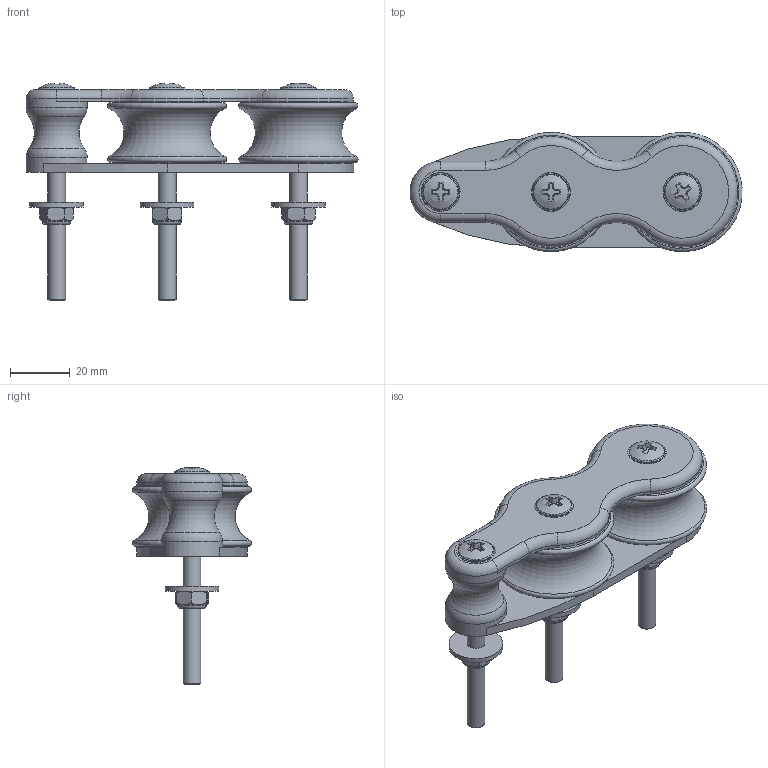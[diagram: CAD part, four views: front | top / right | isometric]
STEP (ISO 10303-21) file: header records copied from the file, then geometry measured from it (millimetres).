
FILE_DESCRIPTION(/* description */ (''),/* implementation_level */ '2;1');
FILE_NAME(/* name */ 'D420.stp',/* time_stamp */ '2016-03-22T13:59:17+01:00',/* author */ ('Nicola'),/* organization */ (''),/* preprocessor_version */ 'ST-DEVELOPER v16.1',/* originating_system */ 'Autodesk Inventor 2016',/* authorisation */ '');
FILE_SCHEMA (('AUTOMOTIVE_DESIGN { 1 0 10303 214 3 1 1 }'));
Length unit declared in the file: millimetre
Products named in the file (1): D420
Bounding box: 111.2 x 39.9 x 72.89 mm (x, y, z)
Volume: 68722.2 mm3; surface area: 28746.7 mm2
Topology: 1 solids, 1 shells, 167 faces, 402 edges, 259 vertices
Faces by surface type: plane 84, cylinder 33, torus 29, cone 18, sphere 3
Full cylindrical faces by diameter (mm): 6 x6, 9.5 x3, 10 x4, 12 x3, 18 x3, 20.5 x2
Entity records: 5000 total; most frequent: CARTESIAN_POINT 1338, DIRECTION 780, ORIENTED_EDGE 668, EDGE_CURVE 334, AXIS2_PLACEMENT_3D 326, EDGE_LOOP 244, VERTEX_POINT 242, FACE_OUTER_BOUND 167
